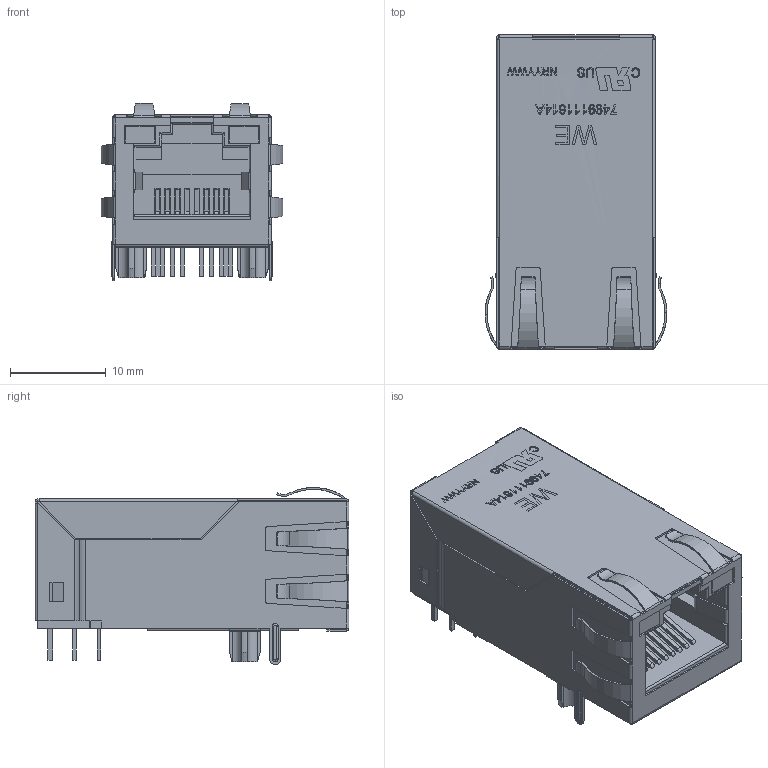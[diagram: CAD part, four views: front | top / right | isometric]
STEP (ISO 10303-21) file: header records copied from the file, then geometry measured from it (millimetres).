
FILE_DESCRIPTION(/* description */ ('Unknown'),/* implementation_level */ '2;1');
FILE_NAME(/* name */ 'T_Wurth_WE-RJ45LAN_7499111614A',/* time_stamp */ '2025-08-21T15:20:07+08:00',/* author */ ('Unknown'),/* organization */ ('Unknown'),/* preprocessor_version */ 'ST-DEVELOPER v19.4',/* originating_system */ 'Solid Edge',/* authorisation */ 'Unknown');
FILE_SCHEMA (('AUTOMOTIVE_DESIGN {1 0 10303 214 3 1 1}'));
Length unit declared in the file: millimetre
Products named in the file (2): T_Wurth_WE-RJ45LAN_7499111614A
Assembly tree (1 placements, depth 2):
  T_Wurth_WE-RJ45LAN_7499111614A
    T_Wurth_WE-RJ45LAN_7499111614A
Bounding box: 19 x 32.8 x 18.5 mm (x, y, z)
Volume: 6255.9 mm3; surface area: 6802.4 mm2
Topology: 1 solids, 1 shells, 941 faces, 2571 edges, 1652 vertices
Faces by surface type: plane 629, cylinder 234, bspline 35, sphere 19, cone 16, torus 8
Entity records: 36955 total; most frequent: CARTESIAN_POINT 7212, ORIENTED_EDGE 5106, DIRECTION 4352, EDGE_CURVE 2553, VERTEX_POINT 1652, LINE 1578, VECTOR 1578, AXIS2_PLACEMENT_3D 1387
